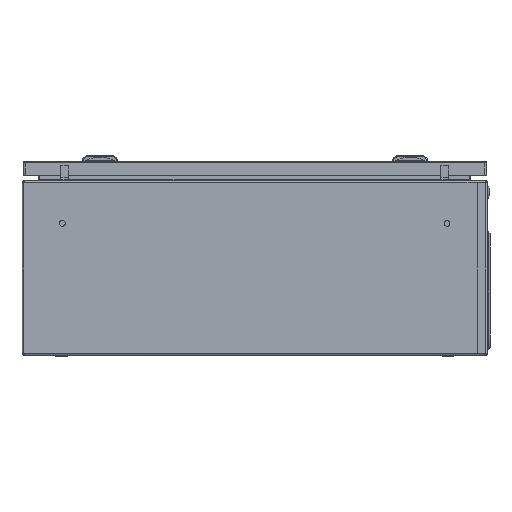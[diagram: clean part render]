
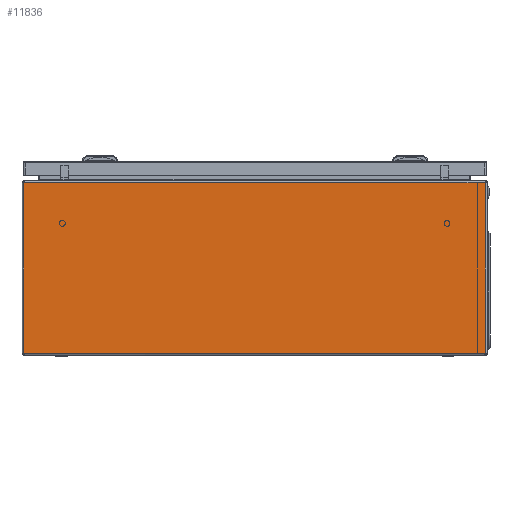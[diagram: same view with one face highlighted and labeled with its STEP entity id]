
A CAD part, left-side view. The second image highlights one B-rep face of the part: STEP entity #11836.
In plain terms, the highlighted planar face has unit normal (-1, 0, 0).
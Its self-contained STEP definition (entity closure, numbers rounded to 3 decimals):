
#1535 = VECTOR ( 'NONE', #12477, 1000. ) ;
#2781 = CARTESIAN_POINT ( 'NONE',  ( -1.2, 110.1, -297.6 ) ) ;
#4946 = VERTEX_POINT ( 'NONE', #30841 ) ;
#5910 = VECTOR ( 'NONE', #8579, 1000. ) ;
#7919 = LINE ( 'NONE', #33169, #81093 ) ;
#8579 = DIRECTION ( 'NONE',  ( 0., 0., -1. ) ) ;
#8774 = CARTESIAN_POINT ( 'NONE',  ( -1.2, -110.1, -298.8 ) ) ;
#11134 = VERTEX_POINT ( 'NONE', #39753 ) ;
#11836 = ADVANCED_FACE ( 'NONE', ( #40271 ), #65359, .F. ) ;
#12477 = DIRECTION ( 'NONE',  ( 0., 0., 1. ) ) ;
#13210 = CARTESIAN_POINT ( 'NONE',  ( -1.2, 110.1, -297.6 ) ) ;
#15053 = CARTESIAN_POINT ( 'NONE',  ( -1.2, -110.1, -297.55 ) ) ;
#15547 = EDGE_CURVE ( 'NONE', #53155, #53066, #43946, .T. ) ;
#21004 = CARTESIAN_POINT ( 'NONE',  ( -1.2, 110.1, -297.3 ) ) ;
#23527 = EDGE_CURVE ( 'NONE', #41747, #34899, #7919, .T. ) ;
#24534 = DIRECTION ( 'NONE',  ( 0., 0., -1. ) ) ;
#24665 = LINE ( 'NONE', #49948, #74402 ) ;
#26989 = EDGE_CURVE ( 'NONE', #53155, #4946, #69688, .T. ) ;
#28206 = VECTOR ( 'NONE', #24534, 1000. ) ;
#30841 = CARTESIAN_POINT ( 'NONE',  ( -1.2, -110.1, -297.6 ) ) ;
#31003 = ORIENTED_EDGE ( 'NONE', *, *, #46374, .F. ) ;
#32033 = ORIENTED_EDGE ( 'NONE', *, *, #35230, .T. ) ;
#33169 = CARTESIAN_POINT ( 'NONE',  ( -1.2, 110.1, 297. ) ) ;
#33887 = ORIENTED_EDGE ( 'NONE', *, *, #62715, .F. ) ;
#34037 = DIRECTION ( 'NONE',  ( 1., 0., 0. ) ) ;
#34727 = ORIENTED_EDGE ( 'NONE', *, *, #26989, .T. ) ;
#34899 = VERTEX_POINT ( 'NONE', #41611 ) ;
#35230 = EDGE_CURVE ( 'NONE', #68368, #11134, #71496, .T. ) ;
#35737 = ORIENTED_EDGE ( 'NONE', *, *, #15547, .F. ) ;
#38010 = ORIENTED_EDGE ( 'NONE', *, *, #64576, .T. ) ;
#38467 = DIRECTION ( 'NONE',  ( 0., -1., 0. ) ) ;
#39002 = ORIENTED_EDGE ( 'NONE', *, *, #23527, .F. ) ;
#39753 = CARTESIAN_POINT ( 'NONE',  ( -1.2, -110.1, 296.95 ) ) ;
#40087 = LINE ( 'NONE', #65176, #5910 ) ;
#40271 = FACE_OUTER_BOUND ( 'NONE', #46759, .T. ) ;
#40309 = DIRECTION ( 'NONE',  ( 0., 0., 1. ) ) ;
#40559 = VECTOR ( 'NONE', #40309, 1000. ) ;
#40583 = CARTESIAN_POINT ( 'NONE',  ( -1.2, -110.1, -297.55 ) ) ;
#41611 = CARTESIAN_POINT ( 'NONE',  ( -1.2, -110.1, 297. ) ) ;
#41747 = VERTEX_POINT ( 'NONE', #66339 ) ;
#43946 = LINE ( 'NONE', #68983, #1535 ) ;
#46374 = EDGE_CURVE ( 'NONE', #34899, #11134, #24665, .T. ) ;
#46759 = EDGE_LOOP ( 'NONE', ( #39002, #38010, #35737, #34727, #33887, #32033, #31003 ) ) ;
#49948 = CARTESIAN_POINT ( 'NONE',  ( -1.2, -110.1, 298.8 ) ) ;
#53066 = VERTEX_POINT ( 'NONE', #21004 ) ;
#53155 = VERTEX_POINT ( 'NONE', #2781 ) ;
#53893 = AXIS2_PLACEMENT_3D ( 'NONE', #8774, #34037, #59276 ) ;
#56027 = LINE ( 'NONE', #80886, #28206 ) ;
#58446 = DIRECTION ( 'NONE',  ( 0., -1., 0. ) ) ;
#59276 = DIRECTION ( 'NONE',  ( 0., 0., -1. ) ) ;
#62715 = EDGE_CURVE ( 'NONE', #68368, #4946, #56027, .T. ) ;
#64576 = EDGE_CURVE ( 'NONE', #41747, #53066, #40087, .T. ) ;
#65176 = CARTESIAN_POINT ( 'NONE',  ( -1.2, 110.1, 297. ) ) ;
#65359 = PLANE ( 'NONE',  #53893 ) ;
#66339 = CARTESIAN_POINT ( 'NONE',  ( -1.2, 110.1, 297. ) ) ;
#68368 = VERTEX_POINT ( 'NONE', #40583 ) ;
#68983 = CARTESIAN_POINT ( 'NONE',  ( -1.2, 110.1, 298.8 ) ) ;
#69688 = LINE ( 'NONE', #13210, #76007 ) ;
#71496 = LINE ( 'NONE', #15053, #40559 ) ;
#74402 = VECTOR ( 'NONE', #74859, 1000. ) ;
#74859 = DIRECTION ( 'NONE',  ( 0., 0., -1. ) ) ;
#76007 = VECTOR ( 'NONE', #38467, 1000. ) ;
#80886 = CARTESIAN_POINT ( 'NONE',  ( -1.2, -110.1, 298.8 ) ) ;
#81093 = VECTOR ( 'NONE', #58446, 1000. ) ;
